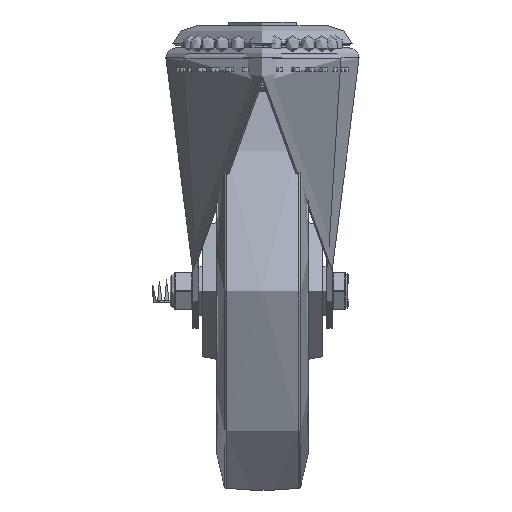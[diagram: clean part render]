
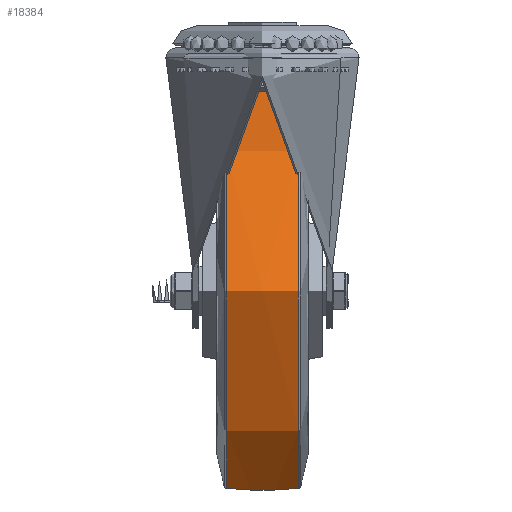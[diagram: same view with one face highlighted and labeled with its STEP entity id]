
A CAD part, left-side view. The second image highlights one B-rep face of the part: STEP entity #18384.
In plain terms, the highlighted free-form (B-spline) face has degree [2, 2] with [3, 9] control points.
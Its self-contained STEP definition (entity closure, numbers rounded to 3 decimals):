
#35=(
BOUNDED_SURFACE()
B_SPLINE_SURFACE(2,2,((#32111,#32112,#32113,#32114,#32115,#32116,#32117,
#32118,#32119),(#32120,#32121,#32122,#32123,#32124,#32125,#32126,#32127,
#32128),(#32129,#32130,#32131,#32132,#32133,#32134,#32135,#32136,#32137)),
 .UNSPECIFIED.,.F.,.T.,.F.)
B_SPLINE_SURFACE_WITH_KNOTS((3,3),(3,2,2,2,3),(-0.099,0.099),
(-3.142,-1.571,0.,1.571,3.142),
 .UNSPECIFIED.)
GEOMETRIC_REPRESENTATION_ITEM()
RATIONAL_B_SPLINE_SURFACE(((1.,0.707,1.,0.707,1.,
0.707,1.,0.707,1.),(0.995,0.704,
0.995,0.704,0.995,0.704,
0.995,0.704,0.995),(1.,0.707,
1.,0.707,1.,0.707,1.,0.707,1.)))
REPRESENTATION_ITEM('')
SURFACE()
);
#5307=FACE_OUTER_BOUND('',#6425,.T.);
#6425=EDGE_LOOP('',(#14919,#14920,#14921,#14922));
#7575=CIRCLE('',#20216,99.11);
#7584=CIRCLE('',#20229,99.11);
#7585=CIRCLE('',#20230,181.);
#8794=VERTEX_POINT('',#32086);
#8801=VERTEX_POINT('',#32108);
#10989=EDGE_CURVE('',#8794,#8794,#7575,.T.);
#11001=EDGE_CURVE('',#8801,#8801,#7584,.T.);
#11002=EDGE_CURVE('',#8801,#8794,#7585,.T.);
#14919=ORIENTED_EDGE('',*,*,#11001,.F.);
#14920=ORIENTED_EDGE('',*,*,#11002,.T.);
#14921=ORIENTED_EDGE('',*,*,#10989,.T.);
#14922=ORIENTED_EDGE('',*,*,#11002,.F.);
#18384=ADVANCED_FACE('',(#5307),#35,.F.);
#20216=AXIS2_PLACEMENT_3D('',#32087,#23657,#23658);
#20229=AXIS2_PLACEMENT_3D('',#32110,#23686,#23687);
#20230=AXIS2_PLACEMENT_3D('',#32138,#23688,#23689);
#23657=DIRECTION('center_axis',(0.,1.,0.));
#23658=DIRECTION('ref_axis',(0.,0.,
1.));
#23686=DIRECTION('center_axis',(0.,1.,0.));
#23687=DIRECTION('ref_axis',(0.,0.,
1.));
#23688=DIRECTION('center_axis',(-1.,0.,0.));
#23689=DIRECTION('ref_axis',(0.,0.,
-1.));
#32086=CARTESIAN_POINT('',(0.,-17.926,-99.11));
#32087=CARTESIAN_POINT('Origin',(0.,-17.926,
0.));
#32108=CARTESIAN_POINT('',(0.,17.926,-99.11));
#32110=CARTESIAN_POINT('Origin',(0.,17.926,
0.));
#32111=CARTESIAN_POINT('Ctrl Pts',(0.,-17.926,
-99.11));
#32112=CARTESIAN_POINT('Ctrl Pts',(-99.11,-17.926,
-99.11));
#32113=CARTESIAN_POINT('Ctrl Pts',(-99.11,-17.926,
0.));
#32114=CARTESIAN_POINT('Ctrl Pts',(-99.11,-17.926,
99.11));
#32115=CARTESIAN_POINT('Ctrl Pts',(0.,-17.926,
99.11));
#32116=CARTESIAN_POINT('Ctrl Pts',(99.11,-17.926,99.11));
#32117=CARTESIAN_POINT('Ctrl Pts',(99.11,-17.926,0.));
#32118=CARTESIAN_POINT('Ctrl Pts',(99.11,-17.926,-99.11));
#32119=CARTESIAN_POINT('Ctrl Pts',(0.,-17.926,
-99.11));
#32120=CARTESIAN_POINT('Ctrl Pts',(0.,0.,
-100.894));
#32121=CARTESIAN_POINT('Ctrl Pts',(-100.894,0.,
-100.894));
#32122=CARTESIAN_POINT('Ctrl Pts',(-100.894,0.,
0.));
#32123=CARTESIAN_POINT('Ctrl Pts',(-100.894,0.,
100.894));
#32124=CARTESIAN_POINT('Ctrl Pts',(0.,0.,
100.894));
#32125=CARTESIAN_POINT('Ctrl Pts',(100.894,0.,
100.894));
#32126=CARTESIAN_POINT('Ctrl Pts',(100.894,0.,
0.));
#32127=CARTESIAN_POINT('Ctrl Pts',(100.894,0.,
-100.894));
#32128=CARTESIAN_POINT('Ctrl Pts',(0.,0.,
-100.894));
#32129=CARTESIAN_POINT('Ctrl Pts',(0.,17.926,
-99.11));
#32130=CARTESIAN_POINT('Ctrl Pts',(-99.11,17.926,-99.11));
#32131=CARTESIAN_POINT('Ctrl Pts',(-99.11,17.926,0.));
#32132=CARTESIAN_POINT('Ctrl Pts',(-99.11,17.926,99.11));
#32133=CARTESIAN_POINT('Ctrl Pts',(0.,17.926,
99.11));
#32134=CARTESIAN_POINT('Ctrl Pts',(99.11,17.926,99.11));
#32135=CARTESIAN_POINT('Ctrl Pts',(99.11,17.926,0.));
#32136=CARTESIAN_POINT('Ctrl Pts',(99.11,17.926,-99.11));
#32137=CARTESIAN_POINT('Ctrl Pts',(0.,17.926,
-99.11));
#32138=CARTESIAN_POINT('Origin',(0.,0.,
81.));
